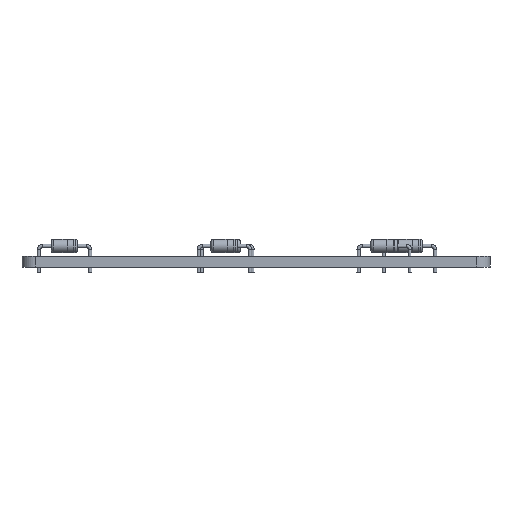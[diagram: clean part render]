
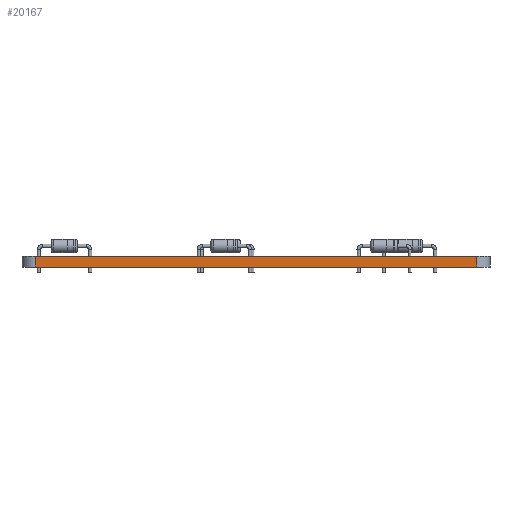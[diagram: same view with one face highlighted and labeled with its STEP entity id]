
A CAD part, left-side view. The second image highlights one B-rep face of the part: STEP entity #20167.
In plain terms, the highlighted planar face has unit normal (-1, 0, 0).
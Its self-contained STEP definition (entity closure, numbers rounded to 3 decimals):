
#1015 = CYLINDRICAL_SURFACE('',#1016,2.);
#1016 = AXIS2_PLACEMENT_3D('',#1017,#1018,#1019);
#1017 = CARTESIAN_POINT('',(0.,-67.7,0.));
#1018 = DIRECTION('',(0.,0.,-1.));
#1019 = DIRECTION('',(1.,0.,0.));
#1043 = PLANE('',#1044);
#1044 = AXIS2_PLACEMENT_3D('',#1045,#1046,#1047);
#1045 = CARTESIAN_POINT('',(52.8,-34.85,1.6));
#1046 = DIRECTION('',(0.,0.,1.));
#1047 = DIRECTION('',(1.,0.,0.));
#1097 = PLANE('',#1098);
#1098 = AXIS2_PLACEMENT_3D('',#1099,#1100,#1101);
#1099 = CARTESIAN_POINT('',(52.8,-34.85,0.));
#1100 = DIRECTION('',(0.,0.,1.));
#1101 = DIRECTION('',(1.,0.,0.));
#1112 = EDGE_CURVE('',#1113,#1115,#1117,.T.);
#1113 = VERTEX_POINT('',#1114);
#1114 = CARTESIAN_POINT('',(-2.,-67.7,0.));
#1115 = VERTEX_POINT('',#1116);
#1116 = CARTESIAN_POINT('',(-2.,-67.7,1.6));
#1117 = SURFACE_CURVE('',#1118,(#1122,#1129),.PCURVE_S1.);
#1118 = LINE('',#1119,#1120);
#1119 = CARTESIAN_POINT('',(-2.,-67.7,0.));
#1120 = VECTOR('',#1121,1.);
#1121 = DIRECTION('',(0.,0.,1.));
#1122 = PCURVE('',#1015,#1123);
#1123 = DEFINITIONAL_REPRESENTATION('',(#1124),#1128);
#1124 = LINE('',#1125,#1126);
#1125 = CARTESIAN_POINT('',(-3.142,0.));
#1126 = VECTOR('',#1127,1.);
#1127 = DIRECTION('',(0.,-1.));
#1128 = ( GEOMETRIC_REPRESENTATION_CONTEXT(2) 
PARAMETRIC_REPRESENTATION_CONTEXT() REPRESENTATION_CONTEXT('2D SPACE',''
  ) );
#1129 = PCURVE('',#1130,#1135);
#1130 = PLANE('',#1131);
#1131 = AXIS2_PLACEMENT_3D('',#1132,#1133,#1134);
#1132 = CARTESIAN_POINT('',(-2.,-2.,0.));
#1133 = DIRECTION('',(1.,0.,0.));
#1134 = DIRECTION('',(0.,-1.,0.));
#1135 = DEFINITIONAL_REPRESENTATION('',(#1136),#1140);
#1136 = LINE('',#1137,#1138);
#1137 = CARTESIAN_POINT('',(65.7,0.));
#1138 = VECTOR('',#1139,1.);
#1139 = DIRECTION('',(0.,-1.));
#1140 = ( GEOMETRIC_REPRESENTATION_CONTEXT(2) 
PARAMETRIC_REPRESENTATION_CONTEXT() REPRESENTATION_CONTEXT('2D SPACE',''
  ) );
#1351 = VERTEX_POINT('',#1352);
#1352 = CARTESIAN_POINT('',(-2.,-2.,0.));
#1367 = CYLINDRICAL_SURFACE('',#1368,2.);
#1368 = AXIS2_PLACEMENT_3D('',#1369,#1370,#1371);
#1369 = CARTESIAN_POINT('',(0.,-2.,0.));
#1370 = DIRECTION('',(0.,0.,-1.));
#1371 = DIRECTION('',(1.,0.,0.));
#1379 = EDGE_CURVE('',#1351,#1113,#1380,.T.);
#1380 = SURFACE_CURVE('',#1381,(#1385,#1392),.PCURVE_S1.);
#1381 = LINE('',#1382,#1383);
#1382 = CARTESIAN_POINT('',(-2.,-2.,0.));
#1383 = VECTOR('',#1384,1.);
#1384 = DIRECTION('',(0.,-1.,0.));
#1385 = PCURVE('',#1097,#1386);
#1386 = DEFINITIONAL_REPRESENTATION('',(#1387),#1391);
#1387 = LINE('',#1388,#1389);
#1388 = CARTESIAN_POINT('',(-54.8,32.85));
#1389 = VECTOR('',#1390,1.);
#1390 = DIRECTION('',(0.,-1.));
#1391 = ( GEOMETRIC_REPRESENTATION_CONTEXT(2) 
PARAMETRIC_REPRESENTATION_CONTEXT() REPRESENTATION_CONTEXT('2D SPACE',''
  ) );
#1392 = PCURVE('',#1130,#1393);
#1393 = DEFINITIONAL_REPRESENTATION('',(#1394),#1398);
#1394 = LINE('',#1395,#1396);
#1395 = CARTESIAN_POINT('',(0.,0.));
#1396 = VECTOR('',#1397,1.);
#1397 = DIRECTION('',(1.,0.));
#1398 = ( GEOMETRIC_REPRESENTATION_CONTEXT(2) 
PARAMETRIC_REPRESENTATION_CONTEXT() REPRESENTATION_CONTEXT('2D SPACE',''
  ) );
#11655 = VERTEX_POINT('',#11656);
#11656 = CARTESIAN_POINT('',(-2.,-2.,1.6));
#11678 = EDGE_CURVE('',#11655,#1115,#11679,.T.);
#11679 = SURFACE_CURVE('',#11680,(#11684,#11691),.PCURVE_S1.);
#11680 = LINE('',#11681,#11682);
#11681 = CARTESIAN_POINT('',(-2.,-2.,1.6));
#11682 = VECTOR('',#11683,1.);
#11683 = DIRECTION('',(0.,-1.,0.));
#11684 = PCURVE('',#1043,#11685);
#11685 = DEFINITIONAL_REPRESENTATION('',(#11686),#11690);
#11686 = LINE('',#11687,#11688);
#11687 = CARTESIAN_POINT('',(-54.8,32.85));
#11688 = VECTOR('',#11689,1.);
#11689 = DIRECTION('',(0.,-1.));
#11690 = ( GEOMETRIC_REPRESENTATION_CONTEXT(2) 
PARAMETRIC_REPRESENTATION_CONTEXT() REPRESENTATION_CONTEXT('2D SPACE',''
  ) );
#11691 = PCURVE('',#1130,#11692);
#11692 = DEFINITIONAL_REPRESENTATION('',(#11693),#11697);
#11693 = LINE('',#11694,#11695);
#11694 = CARTESIAN_POINT('',(0.,-1.6));
#11695 = VECTOR('',#11696,1.);
#11696 = DIRECTION('',(1.,0.));
#11697 = ( GEOMETRIC_REPRESENTATION_CONTEXT(2) 
PARAMETRIC_REPRESENTATION_CONTEXT() REPRESENTATION_CONTEXT('2D SPACE',''
  ) );
#20167 = ADVANCED_FACE('',(#20168),#1130,.F.);
#20168 = FACE_BOUND('',#20169,.F.);
#20169 = EDGE_LOOP('',(#20170,#20191,#20192,#20193));
#20170 = ORIENTED_EDGE('',*,*,#20171,.T.);
#20171 = EDGE_CURVE('',#1351,#11655,#20172,.T.);
#20172 = SURFACE_CURVE('',#20173,(#20177,#20184),.PCURVE_S1.);
#20173 = LINE('',#20174,#20175);
#20174 = CARTESIAN_POINT('',(-2.,-2.,0.));
#20175 = VECTOR('',#20176,1.);
#20176 = DIRECTION('',(0.,0.,1.));
#20177 = PCURVE('',#1130,#20178);
#20178 = DEFINITIONAL_REPRESENTATION('',(#20179),#20183);
#20179 = LINE('',#20180,#20181);
#20180 = CARTESIAN_POINT('',(0.,0.));
#20181 = VECTOR('',#20182,1.);
#20182 = DIRECTION('',(0.,-1.));
#20183 = ( GEOMETRIC_REPRESENTATION_CONTEXT(2) 
PARAMETRIC_REPRESENTATION_CONTEXT() REPRESENTATION_CONTEXT('2D SPACE',''
  ) );
#20184 = PCURVE('',#1367,#20185);
#20185 = DEFINITIONAL_REPRESENTATION('',(#20186),#20190);
#20186 = LINE('',#20187,#20188);
#20187 = CARTESIAN_POINT('',(-3.142,0.));
#20188 = VECTOR('',#20189,1.);
#20189 = DIRECTION('',(0.,-1.));
#20190 = ( GEOMETRIC_REPRESENTATION_CONTEXT(2) 
PARAMETRIC_REPRESENTATION_CONTEXT() REPRESENTATION_CONTEXT('2D SPACE',''
  ) );
#20191 = ORIENTED_EDGE('',*,*,#11678,.T.);
#20192 = ORIENTED_EDGE('',*,*,#1112,.F.);
#20193 = ORIENTED_EDGE('',*,*,#1379,.F.);
